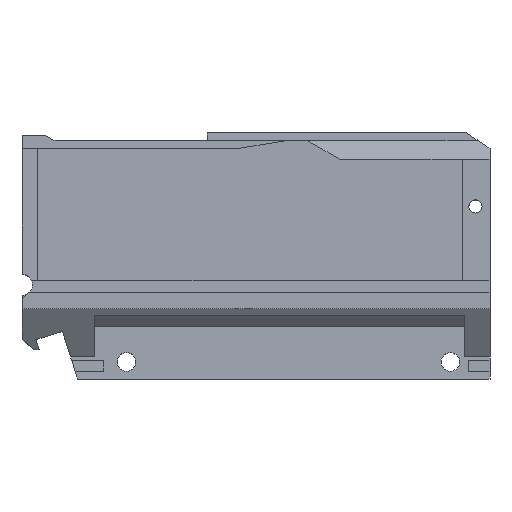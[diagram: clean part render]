
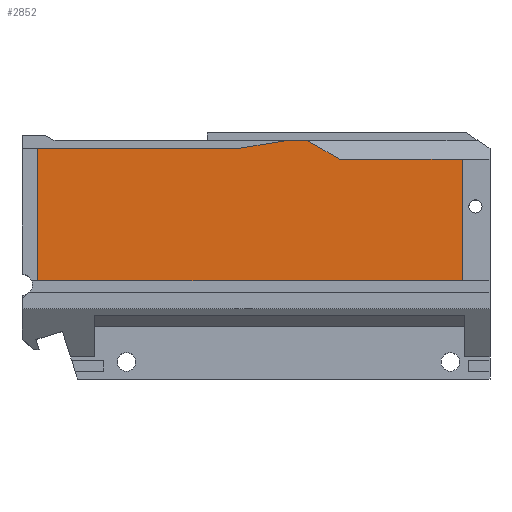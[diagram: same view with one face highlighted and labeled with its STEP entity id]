
A CAD part, top view. The second image highlights one B-rep face of the part: STEP entity #2852.
In plain terms, the highlighted planar face has unit normal (0, 0, 1).
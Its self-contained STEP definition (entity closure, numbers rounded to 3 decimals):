
#74=PLANE('',#3061);
#206=FACE_OUTER_BOUND('',#362,.T.);
#362=EDGE_LOOP('',(#2185,#2186,#2187,#2188,#2189,#2190,#2191,#2192));
#569=LINE('',#4285,#903);
#575=LINE('',#4296,#909);
#610=LINE('',#4472,#944);
#612=LINE('',#4476,#946);
#615=LINE('',#4482,#949);
#616=LINE('',#4484,#950);
#617=LINE('',#4485,#951);
#618=LINE('',#4486,#952);
#903=VECTOR('',#3380,10.);
#909=VECTOR('',#3390,10.);
#944=VECTOR('',#3513,10.);
#946=VECTOR('',#3517,10.);
#949=VECTOR('',#3522,10.);
#950=VECTOR('',#3523,10.);
#951=VECTOR('',#3524,10.);
#952=VECTOR('',#3525,10.);
#1323=VERTEX_POINT('',#4282);
#1324=VERTEX_POINT('',#4284);
#1327=VERTEX_POINT('',#4294);
#1373=VERTEX_POINT('',#4469);
#1374=VERTEX_POINT('',#4471);
#1375=VERTEX_POINT('',#4475);
#1377=VERTEX_POINT('',#4481);
#1378=VERTEX_POINT('',#4483);
#1624=EDGE_CURVE('',#1323,#1324,#569,.T.);
#1630=EDGE_CURVE('',#1327,#1323,#575,.T.);
#1692=EDGE_CURVE('',#1373,#1374,#610,.T.);
#1694=EDGE_CURVE('',#1324,#1375,#612,.T.);
#1697=EDGE_CURVE('',#1377,#1327,#615,.T.);
#1698=EDGE_CURVE('',#1378,#1377,#616,.T.);
#1699=EDGE_CURVE('',#1374,#1378,#617,.T.);
#1700=EDGE_CURVE('',#1375,#1373,#618,.T.);
#2185=ORIENTED_EDGE('',*,*,#1624,.F.);
#2186=ORIENTED_EDGE('',*,*,#1630,.F.);
#2187=ORIENTED_EDGE('',*,*,#1697,.F.);
#2188=ORIENTED_EDGE('',*,*,#1698,.F.);
#2189=ORIENTED_EDGE('',*,*,#1699,.F.);
#2190=ORIENTED_EDGE('',*,*,#1692,.F.);
#2191=ORIENTED_EDGE('',*,*,#1700,.F.);
#2192=ORIENTED_EDGE('',*,*,#1694,.F.);
#2852=ADVANCED_FACE('',(#206),#74,.F.);
#3061=AXIS2_PLACEMENT_3D('',#4480,#3520,#3521);
#3380=DIRECTION('',(1.,0.,0.));
#3390=DIRECTION('',(0.864,-0.504,0.));
#3513=DIRECTION('',(0.,1.,0.));
#3517=DIRECTION('',(0.,-1.,0.));
#3520=DIRECTION('center_axis',(0.,0.,-1.));
#3521=DIRECTION('ref_axis',(-1.,0.,0.));
#3522=DIRECTION('',(1.,0.,0.));
#3523=DIRECTION('',(0.987,0.161,0.));
#3524=DIRECTION('',(1.,0.,0.));
#3525=DIRECTION('',(-1.,0.,0.));
#4282=CARTESIAN_POINT('',(60.,23.,-0.5));
#4284=CARTESIAN_POINT('',(83.25,23.,-0.5));
#4285=CARTESIAN_POINT('',(51.563,23.,-0.5));
#4294=CARTESIAN_POINT('',(54.,26.5,-0.5));
#4296=CARTESIAN_POINT('',(52.807,27.196,-0.5));
#4469=CARTESIAN_POINT('',(3.,0.,-0.5));
#4471=CARTESIAN_POINT('',(3.,25.,-0.5));
#4472=CARTESIAN_POINT('',(3.,0.,-0.5));
#4475=CARTESIAN_POINT('',(83.25,0.,-0.5));
#4476=CARTESIAN_POINT('',(83.25,25.,-0.5));
#4480=CARTESIAN_POINT('Origin',(43.125,13.341,-0.5));
#4481=CARTESIAN_POINT('',(50.,26.5,-0.5));
#4482=CARTESIAN_POINT('',(46.563,26.5,-0.5));
#4483=CARTESIAN_POINT('',(40.793,25.,-0.5));
#4484=CARTESIAN_POINT('',(41.004,25.034,-0.5));
#4485=CARTESIAN_POINT('',(21.563,25.,-0.5));
#4486=CARTESIAN_POINT('',(65.813,0.,-0.5));
